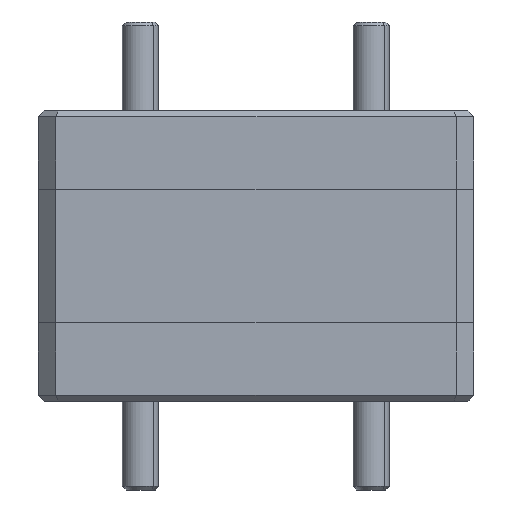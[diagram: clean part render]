
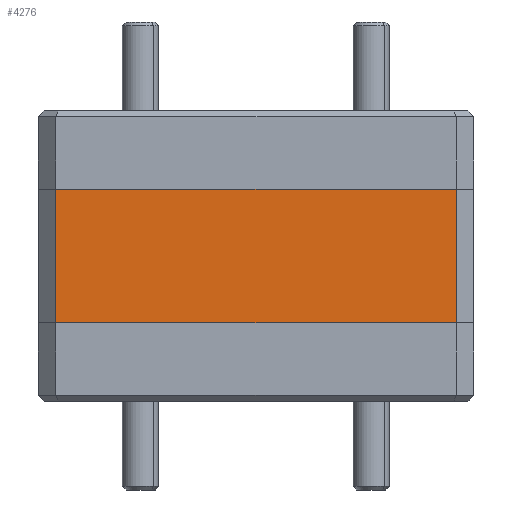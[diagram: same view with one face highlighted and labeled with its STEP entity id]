
A CAD part, front view. The second image highlights one B-rep face of the part: STEP entity #4276.
In plain terms, the highlighted planar face has unit normal (0, -1, 0).
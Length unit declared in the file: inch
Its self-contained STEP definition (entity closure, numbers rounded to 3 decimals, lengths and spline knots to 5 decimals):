
#39 = DIRECTION ( 'NONE',  ( -1., 0., 0. ) ) ;
#349 = VECTOR ( 'NONE', #39, 39.37008 ) ;
#1072 = EDGE_CURVE ( 'NONE', #12069, #11991, #13917, .T. ) ;
#1219 = ORIENTED_EDGE ( 'NONE', *, *, #1072, .T. ) ;
#1404 = VECTOR ( 'NONE', #3770, 39.37008 ) ;
#1580 = CARTESIAN_POINT ( 'NONE',  ( 0.375, -0.375, 0.105 ) ) ;
#1673 = LINE ( 'NONE', #1580, #349 ) ;
#1763 = EDGE_CURVE ( 'NONE', #12069, #20662, #13308, .T. ) ;
#2370 = FACE_OUTER_BOUND ( 'NONE', #14835, .T. ) ;
#2410 = CARTESIAN_POINT ( 'NONE',  ( -0.345, -0.375, 0.105 ) ) ;
#3030 = ORIENTED_EDGE ( 'NONE', *, *, #1763, .F. ) ;
#3609 = CARTESIAN_POINT ( 'NONE',  ( 0.345, -0.375, -0.125 ) ) ;
#3770 = DIRECTION ( 'NONE',  ( 0., 0., 1. ) ) ;
#4276 = ADVANCED_FACE ( 'NONE', ( #2370 ), #18775, .F. ) ;
#5103 = ORIENTED_EDGE ( 'NONE', *, *, #8759, .T. ) ;
#5661 = CARTESIAN_POINT ( 'NONE',  ( 0.345, -0.375, -0.125 ) ) ;
#6181 = CARTESIAN_POINT ( 'NONE',  ( 0.375, -0.375, -0.125 ) ) ;
#6570 = CARTESIAN_POINT ( 'NONE',  ( 0.345, -0.375, 0.105 ) ) ;
#7297 = VECTOR ( 'NONE', #9875, 39.37008 ) ;
#7341 = VECTOR ( 'NONE', #18272, 39.37008 ) ;
#8223 = ORIENTED_EDGE ( 'NONE', *, *, #8610, .T. ) ;
#8610 = EDGE_CURVE ( 'NONE', #11991, #14370, #1673, .T. ) ;
#8759 = EDGE_CURVE ( 'NONE', #14370, #20662, #11686, .T. ) ;
#9875 = DIRECTION ( 'NONE',  ( -1., 0., 0. ) ) ;
#11582 = CARTESIAN_POINT ( 'NONE',  ( -0.345, -0.375, -0.125 ) ) ;
#11686 = LINE ( 'NONE', #11582, #7341 ) ;
#11991 = VERTEX_POINT ( 'NONE', #6570 ) ;
#12069 = VERTEX_POINT ( 'NONE', #3609 ) ;
#13308 = LINE ( 'NONE', #19935, #7297 ) ;
#13917 = LINE ( 'NONE', #5661, #1404 ) ;
#14370 = VERTEX_POINT ( 'NONE', #2410 ) ;
#14835 = EDGE_LOOP ( 'NONE', ( #8223, #5103, #3030, #1219 ) ) ;
#16898 = CARTESIAN_POINT ( 'NONE',  ( -0.345, -0.375, -0.125 ) ) ;
#17592 = DIRECTION ( 'NONE',  ( 0., 1., 0. ) ) ;
#18272 = DIRECTION ( 'NONE',  ( 0., 0., -1. ) ) ;
#18775 = PLANE ( 'NONE',  #19455 ) ;
#19212 = DIRECTION ( 'NONE',  ( 0., 0., -1. ) ) ;
#19455 = AXIS2_PLACEMENT_3D ( 'NONE', #6181, #17592, #19212 ) ;
#19935 = CARTESIAN_POINT ( 'NONE',  ( 0.375, -0.375, -0.125 ) ) ;
#20662 = VERTEX_POINT ( 'NONE', #16898 ) ;
